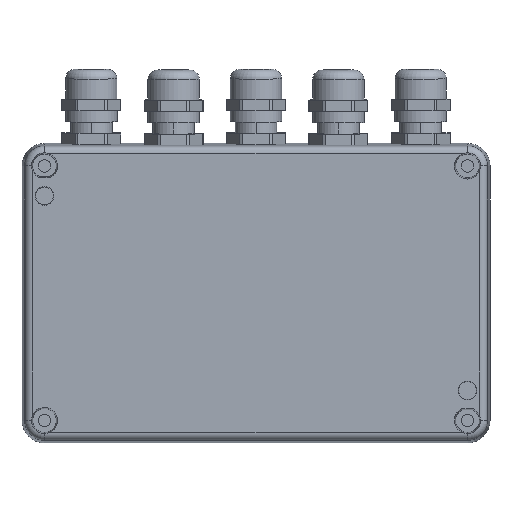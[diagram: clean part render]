
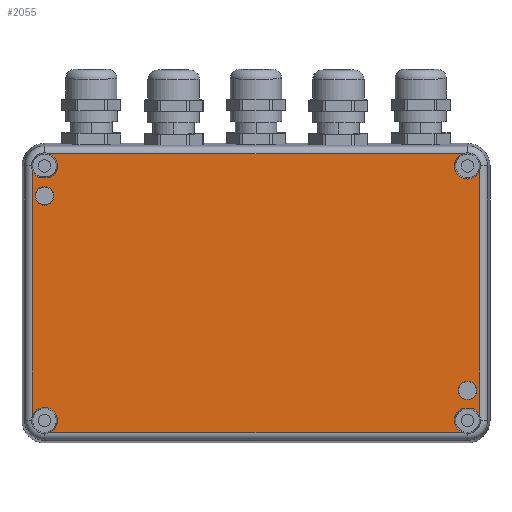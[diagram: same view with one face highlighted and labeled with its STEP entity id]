
A CAD part, front view. The second image highlights one B-rep face of the part: STEP entity #2055.
In plain terms, the highlighted planar face has unit normal (0, -1, 0).
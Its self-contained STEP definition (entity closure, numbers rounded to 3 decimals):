
#2055=ADVANCED_FACE('0:1610',(#4226,#4227,#4228),#4229,.F.);
#4226=FACE_OUTER_BOUND('',#7448,.T.);
#4227=FACE_BOUND('',#7449,.T.);
#4228=FACE_BOUND('',#7450,.T.);
#4229=PLANE('',#7451);
#7448=EDGE_LOOP('',(#13023,#13024,#13025,#13026,#13027,#13028,#13029,#13030,#13031,#13032,#13033,#13034,#13035,#13036));
#7449=EDGE_LOOP('',(#13037,#13038));
#7450=EDGE_LOOP('',(#13039,#13040));
#7451=AXIS2_PLACEMENT_3D('',#13041,#13042,#13043);
#13023=ORIENTED_EDGE('',*,*,#15704,.T.);
#13024=ORIENTED_EDGE('',*,*,#16113,.F.);
#13025=ORIENTED_EDGE('',*,*,#15321,.F.);
#13026=ORIENTED_EDGE('',*,*,#15970,.T.);
#13027=ORIENTED_EDGE('',*,*,#16224,.F.);
#13028=ORIENTED_EDGE('',*,*,#14194,.F.);
#13029=ORIENTED_EDGE('',*,*,#15697,.F.);
#13030=ORIENTED_EDGE('',*,*,#14900,.T.);
#13031=ORIENTED_EDGE('',*,*,#15960,.F.);
#13032=ORIENTED_EDGE('',*,*,#14323,.F.);
#13033=ORIENTED_EDGE('',*,*,#14171,.T.);
#13034=ORIENTED_EDGE('',*,*,#15448,.F.);
#13035=ORIENTED_EDGE('',*,*,#14807,.F.);
#13036=ORIENTED_EDGE('',*,*,#14202,.F.);
#13037=ORIENTED_EDGE('',*,*,#14689,.T.);
#13038=ORIENTED_EDGE('',*,*,#14147,.T.);
#13039=ORIENTED_EDGE('',*,*,#15195,.T.);
#13040=ORIENTED_EDGE('',*,*,#16225,.T.);
#13041=CARTESIAN_POINT('',(56.5,-42.0,-34.0));
#13042=DIRECTION('',(0.0,1.0,0.0));
#13043=DIRECTION('',(1.0,0.0,-0.0));
#14147=EDGE_CURVE('',#16587,#16584,#16588,.T.);
#14171=EDGE_CURVE('0:2333',#16621,#16629,#16631,.T.);
#14194=EDGE_CURVE('0:2327',#16670,#16671,#16672,.T.);
#14202=EDGE_CURVE('0:2342',#16683,#16685,#16686,.T.);
#14323=EDGE_CURVE('0:2225',#16621,#16894,#16900,.T.);
#14689=EDGE_CURVE('0:2192',#16584,#16587,#17507,.T.);
#14807=EDGE_CURVE('0:2339',#16685,#17704,#17705,.T.);
#14900=EDGE_CURVE('0:2330',#17851,#17848,#17852,.T.);
#15195=EDGE_CURVE('0:2186',#18297,#18302,#18304,.T.);
#15321=EDGE_CURVE('0:2216',#18486,#18488,#18489,.T.);
#15448=EDGE_CURVE('0:2336',#17704,#16629,#18664,.T.);
#15697=EDGE_CURVE('0:2255',#17851,#16670,#19004,.T.);
#15704=EDGE_CURVE('0:2321',#16683,#19011,#19013,.T.);
#15960=EDGE_CURVE('',#16894,#17848,#19328,.T.);
#15970=EDGE_CURVE('0:2324',#18486,#19338,#19340,.T.);
#16113=EDGE_CURVE('',#18488,#19011,#19497,.T.);
#16224=EDGE_CURVE('0:2243',#16671,#19338,#19619,.T.);
#16225=EDGE_CURVE('',#18302,#18297,#19620,.T.);
#16584=VERTEX_POINT('NONE',#20148);
#16587=VERTEX_POINT('',#20152);
#16588=CIRCLE('',#20153,2.5);
#16621=VERTEX_POINT('NONE',#20197);
#16629=VERTEX_POINT('NONE',#20211);
#16631=LINE('',#20218,#20219);
#16670=VERTEX_POINT('NONE',#20263);
#16671=VERTEX_POINT('NONE',#20264);
#16672=LINE('',#20265,#20266);
#16683=VERTEX_POINT('NONE',#20291);
#16685=VERTEX_POINT('NONE',#20298);
#16686=CIRCLE('',#20299,3.5);
#16894=VERTEX_POINT('',#20571);
#16900=CIRCLE('',#20579,3.5);
#17507=CIRCLE('',#21389,2.5);
#17704=VERTEX_POINT('NONE',#21679);
#17705=LINE('',#21680,#21681);
#17848=VERTEX_POINT('NONE',#21863);
#17851=VERTEX_POINT('NONE',#21871);
#17852=LINE('',#21872,#21873);
#18297=VERTEX_POINT('NONE',#22507);
#18302=VERTEX_POINT('',#22513);
#18304=CIRCLE('',#22516,2.5);
#18486=VERTEX_POINT('NONE',#22742);
#18488=VERTEX_POINT('',#22749);
#18489=CIRCLE('',#22750,3.5);
#18664=CIRCLE('',#23052,3.5);
#19004=CIRCLE('',#23553,3.5);
#19011=VERTEX_POINT('NONE',#23561);
#19013=LINE('',#23568,#23569);
#19328=CIRCLE('',#24043,3.5);
#19338=VERTEX_POINT('NONE',#24055);
#19340=LINE('',#24062,#24063);
#19497=CIRCLE('',#24272,3.5);
#19619=CIRCLE('',#24514,3.5);
#19620=CIRCLE('',#24515,2.5);
#20148=CARTESIAN_POINT('',(56.5,-42.0,-23.5));
#20152=CARTESIAN_POINT('',(56.5,-42.0,-28.5));
#20153=AXIS2_PLACEMENT_3D('',#24873,#24874,#24875);
#20197=CARTESIAN_POINT('',(55.338,-42.0,37.301));
#20211=CARTESIAN_POINT('',(-55.338,-42.0,37.301));
#20218=CARTESIAN_POINT('',(-56.5,-42.0,37.301));
#20219=VECTOR('',#24903,1.0);
#20263=CARTESIAN_POINT('',(58.,-42.0,-30.838));
#20264=CARTESIAN_POINT('',(55.,-42.0,-30.838));
#20265=CARTESIAN_POINT('',(55.,-42.0,-30.838));
#20266=VECTOR('',#24948,1.0);
#20291=CARTESIAN_POINT('',(-59.801,-42.0,32.838));
#20298=CARTESIAN_POINT('',(-58.,-42.0,30.838));
#20299=AXIS2_PLACEMENT_3D('',#24954,#24955,#24956);
#20571=CARTESIAN_POINT('',(56.5,-42.0,30.5));
#20579=AXIS2_PLACEMENT_3D('',#25125,#25126,#25127);
#21389=AXIS2_PLACEMENT_3D('',#25724,#25725,#25726);
#21679=CARTESIAN_POINT('',(-55.,-42.0,30.838));
#21680=CARTESIAN_POINT('',(-55.,-42.0,30.838));
#21681=VECTOR('',#25879,1.0);
#21863=CARTESIAN_POINT('',(59.801,-42.0,32.838));
#21871=CARTESIAN_POINT('',(59.801,-42.0,-32.838));
#21872=CARTESIAN_POINT('',(59.801,-42.0,34.0));
#21873=VECTOR('',#26018,1.0);
#22507=CARTESIAN_POINT('',(-56.5,-42.0,28.5));
#22513=CARTESIAN_POINT('',(-56.5,-42.0,23.5));
#22516=AXIS2_PLACEMENT_3D('',#26443,#26444,#26445);
#22742=CARTESIAN_POINT('',(-55.338,-42.0,-37.301));
#22749=CARTESIAN_POINT('',(-56.5,-42.0,-30.5));
#22750=AXIS2_PLACEMENT_3D('',#26631,#26632,#26633);
#23052=AXIS2_PLACEMENT_3D('',#26824,#26825,#26826);
#23553=AXIS2_PLACEMENT_3D('',#27136,#27137,#27138);
#23561=CARTESIAN_POINT('',(-59.801,-42.0,-32.838));
#23568=CARTESIAN_POINT('',(-59.801,-42.0,-34.0));
#23569=VECTOR('',#27146,1.0);
#24043=AXIS2_PLACEMENT_3D('',#27439,#27440,#27441);
#24055=CARTESIAN_POINT('',(55.338,-42.0,-37.301));
#24062=CARTESIAN_POINT('',(56.5,-42.0,-37.301));
#24063=VECTOR('',#27453,1.0);
#24272=AXIS2_PLACEMENT_3D('',#27605,#27606,#27607);
#24514=AXIS2_PLACEMENT_3D('',#27699,#27700,#27701);
#24515=AXIS2_PLACEMENT_3D('',#27702,#27703,#27704);
#24873=CARTESIAN_POINT('',(56.5,-42.0,-26.0));
#24874=DIRECTION('',(0.0,1.0,0.0));
#24875=DIRECTION('',(0.0,0.0,1.0));
#24903=DIRECTION('',(-1.0,0.0,-0.0));
#24948=DIRECTION('',(-1.0,-0.0,-0.0));
#24954=CARTESIAN_POINT('',(-56.5,-42.0,34.0));
#24955=DIRECTION('',(0.0,-1.0,0.0));
#24956=DIRECTION('',(0.0,0.0,-1.0));
#25125=CARTESIAN_POINT('',(56.5,-42.0,34.0));
#25126=DIRECTION('',(0.0,-1.0,0.0));
#25127=DIRECTION('',(0.0,0.0,-1.0));
#25724=CARTESIAN_POINT('',(56.5,-42.0,-26.0));
#25725=DIRECTION('',(0.0,1.0,0.0));
#25726=DIRECTION('',(0.0,0.0,1.0));
#25879=DIRECTION('',(1.0,-0.0,-0.0));
#26018=DIRECTION('',(-0.0,-0.0,1.0));
#26443=CARTESIAN_POINT('',(-56.5,-42.0,26.0));
#26444=DIRECTION('',(0.0,1.0,0.0));
#26445=DIRECTION('',(0.0,0.0,1.0));
#26631=CARTESIAN_POINT('',(-56.5,-42.0,-34.0));
#26632=DIRECTION('',(0.0,-1.0,0.0));
#26633=DIRECTION('',(0.0,0.0,-1.0));
#26824=CARTESIAN_POINT('',(-56.5,-42.0,34.0));
#26825=DIRECTION('',(0.0,-1.0,0.0));
#26826=DIRECTION('',(0.0,0.0,-1.0));
#27136=CARTESIAN_POINT('',(56.5,-42.0,-34.0));
#27137=DIRECTION('',(0.0,-1.0,0.0));
#27138=DIRECTION('',(0.0,0.0,-1.0));
#27146=DIRECTION('',(0.0,-0.0,-1.0));
#27439=CARTESIAN_POINT('',(56.5,-42.0,34.0));
#27440=DIRECTION('',(0.0,-1.0,0.0));
#27441=DIRECTION('',(0.0,0.0,-1.0));
#27453=DIRECTION('',(1.0,-0.0,-0.0));
#27605=CARTESIAN_POINT('',(-56.5,-42.0,-34.0));
#27606=DIRECTION('',(0.0,-1.0,0.0));
#27607=DIRECTION('',(0.0,0.0,-1.0));
#27699=CARTESIAN_POINT('',(56.5,-42.0,-34.0));
#27700=DIRECTION('',(0.0,-1.0,0.0));
#27701=DIRECTION('',(0.0,0.0,-1.0));
#27702=CARTESIAN_POINT('',(-56.5,-42.0,26.0));
#27703=DIRECTION('',(0.0,1.0,0.0));
#27704=DIRECTION('',(0.0,0.0,1.0));
